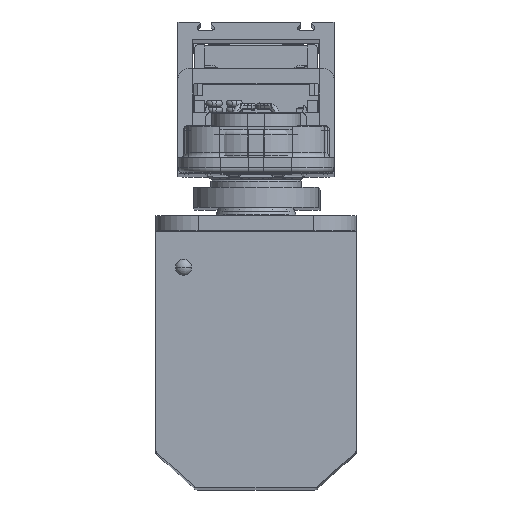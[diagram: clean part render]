
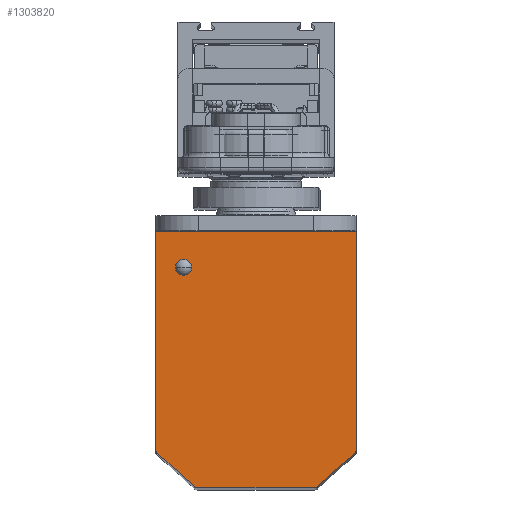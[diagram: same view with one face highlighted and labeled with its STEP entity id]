
A CAD part, top view. The second image highlights one B-rep face of the part: STEP entity #1303820.
In plain terms, the highlighted planar face has unit normal (0, 0, 1).
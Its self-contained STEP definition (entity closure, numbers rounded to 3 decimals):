
#1257770=CARTESIAN_POINT('',(40.,0.,1.8));
#1257780=DIRECTION('',(0.,1.,0.));
#1257790=VECTOR('',#1257780,1.);
#1257800=LINE('',#1257770,#1257790);
#1257810=CARTESIAN_POINT('',(40.,4.641,1.8));
#1257820=VERTEX_POINT('',#1257810);
#1257830=CARTESIAN_POINT('',(40.,47.9,1.8));
#1257840=VERTEX_POINT('',#1257830);
#1257850=EDGE_CURVE('',#1257820,#1257840,#1257800,.T.);
#1273770=CARTESIAN_POINT('',(8.388,-3.1,1.8));
#1273780=VERTEX_POINT('',#1273770);
#1273810=CARTESIAN_POINT('',(0.,-3.1,1.8));
#1273820=DIRECTION('',(1.,0.,0.));
#1273830=VECTOR('',#1273820,1.);
#1273840=LINE('',#1273810,#1273830);
#1273850=CARTESIAN_POINT('',(31.612,-3.1,1.8));
#1273860=VERTEX_POINT('',#1273850);
#1273870=EDGE_CURVE('',#1273780,#1273860,#1273840,.T.);
#1279780=CARTESIAN_POINT('',(4.,40.7,1.8));
#1279790=VERTEX_POINT('',#1279780);
#1279840=CARTESIAN_POINT('',(5.6,40.7,1.8));
#1279850=DIRECTION('',(0.,0.,-1.));
#1279860=DIRECTION('',(1.,0.,0.));
#1279870=AXIS2_PLACEMENT_3D('',#1279840,#1279850,#1279860);
#1279880=CIRCLE('',#1279870,1.6);
#1279890=CARTESIAN_POINT('',(7.2,40.7,1.8));
#1279900=VERTEX_POINT('',#1279890);
#1279910=EDGE_CURVE('',#1279790,#1279900,#1279880,.T.);
#1303040=CARTESIAN_POINT('',(30.333,0.296,1.8));
#1303050=DIRECTION('',(0.,0.,1.));
#1303060=DIRECTION('',(1.,0.,0.));
#1303070=AXIS2_PLACEMENT_3D('',#1303040,#1303050,#1303060);
#1303080=PLANE('',#1303070);
#1303090=EDGE_CURVE('',#1279900,#1279790,#1279880,.T.);
#1303100=ORIENTED_EDGE('',*,*,#1303090,.T.);
#1303110=ORIENTED_EDGE('',*,*,#1279910,.T.);
#1303120=EDGE_LOOP('',(#1303110,#1303100));
#1303130=FACE_BOUND('',#1303120,.T.);
#1303140=ORIENTED_EDGE('',*,*,#1257850,.T.);
#1303150=CARTESIAN_POINT('',(39.,4.641,1.8));
#1303160=DIRECTION('',(0.,0.,1.));
#1303170=DIRECTION('',(1.,0.,-0.));
#1303180=AXIS2_PLACEMENT_3D('',#1303150,#1303160,#1303170);
#1303190=CIRCLE('',#1303180,1.);
#1303200=CARTESIAN_POINT('',(39.674,3.903,1.8));
#1303210=VERTEX_POINT('',#1303200);
#1303220=EDGE_CURVE('',#1303210,#1257820,#1303190,.T.);
#1303230=ORIENTED_EDGE('',*,*,#1303220,.T.);
#1303240=CARTESIAN_POINT('',(0.,-32.3,1.8));
#1303250=DIRECTION('',(-0.739,-0.674,0.));
#1303260=VECTOR('',#1303250,1.);
#1303270=LINE('',#1303240,#1303260);
#1303280=CARTESIAN_POINT('',(32.286,-2.839,1.8));
#1303290=VERTEX_POINT('',#1303280);
#1303300=EDGE_CURVE('',#1303210,#1303290,#1303270,.T.);
#1303310=ORIENTED_EDGE('',*,*,#1303300,.F.);
#1303320=CARTESIAN_POINT('',(31.612,-2.1,1.8));
#1303330=DIRECTION('',(0.,0.,-1.));
#1303340=DIRECTION('',(-1.,0.,0.));
#1303350=AXIS2_PLACEMENT_3D('',#1303320,#1303330,#1303340);
#1303360=CIRCLE('',#1303350,1.);
#1303370=EDGE_CURVE('',#1303290,#1273860,#1303360,.T.);
#1303380=ORIENTED_EDGE('',*,*,#1303370,.F.);
#1303390=ORIENTED_EDGE('',*,*,#1273870,.T.);
#1303400=CARTESIAN_POINT('',(8.388,-2.1,1.8));
#1303410=DIRECTION('',(-0.,0.,-1.));
#1303420=DIRECTION('',(-1.,0.,0.));
#1303430=AXIS2_PLACEMENT_3D('',#1303400,#1303410,#1303420);
#1303440=CIRCLE('',#1303430,1.);
#1303450=CARTESIAN_POINT('',(7.714,-2.839,1.8));
#1303460=VERTEX_POINT('',#1303450);
#1303470=EDGE_CURVE('',#1273780,#1303460,#1303440,.T.);
#1303480=ORIENTED_EDGE('',*,*,#1303470,.F.);
#1303490=CARTESIAN_POINT('',(0.,4.2,1.8));
#1303500=DIRECTION('',(-0.739,0.674,0.));
#1303510=VECTOR('',#1303500,1.);
#1303520=LINE('',#1303490,#1303510);
#1303530=CARTESIAN_POINT('',(0.326,3.903,1.8));
#1303540=VERTEX_POINT('',#1303530);
#1303550=EDGE_CURVE('',#1303460,#1303540,#1303520,.T.);
#1303560=ORIENTED_EDGE('',*,*,#1303550,.F.);
#1303570=CARTESIAN_POINT('',(1.,4.641,1.8));
#1303580=DIRECTION('',(0.,0.,-1.));
#1303590=DIRECTION('',(-1.,0.,0.));
#1303600=AXIS2_PLACEMENT_3D('',#1303570,#1303580,#1303590);
#1303610=CIRCLE('',#1303600,1.);
#1303620=CARTESIAN_POINT('',(0.,4.641,1.8));
#1303630=VERTEX_POINT('',#1303620);
#1303640=EDGE_CURVE('',#1303540,#1303630,#1303610,.T.);
#1303650=ORIENTED_EDGE('',*,*,#1303640,.F.);
#1303660=CARTESIAN_POINT('',(0.,0.,1.8));
#1303670=DIRECTION('',(0.,-1.,0.));
#1303680=VECTOR('',#1303670,1.);
#1303690=LINE('',#1303660,#1303680);
#1303700=CARTESIAN_POINT('',(0.,47.9,1.8));
#1303710=VERTEX_POINT('',#1303700);
#1303720=EDGE_CURVE('',#1303710,#1303630,#1303690,.T.);
#1303730=ORIENTED_EDGE('',*,*,#1303720,.T.);
#1303740=CARTESIAN_POINT('',(0.,47.9,1.8));
#1303750=DIRECTION('',(1.,0.,0.));
#1303760=VECTOR('',#1303750,1.);
#1303770=LINE('',#1303740,#1303760);
#1303780=EDGE_CURVE('',#1303710,#1257840,#1303770,.T.);
#1303790=ORIENTED_EDGE('',*,*,#1303780,.F.);
#1303800=EDGE_LOOP('',(#1303790,#1303730,#1303650,#1303560,#1303480,
#1303390,#1303380,#1303310,#1303230,#1303140));
#1303810=FACE_OUTER_BOUND('',#1303800,.T.);
#1303820=ADVANCED_FACE('',(#1303130,#1303810),#1303080,.T.);
